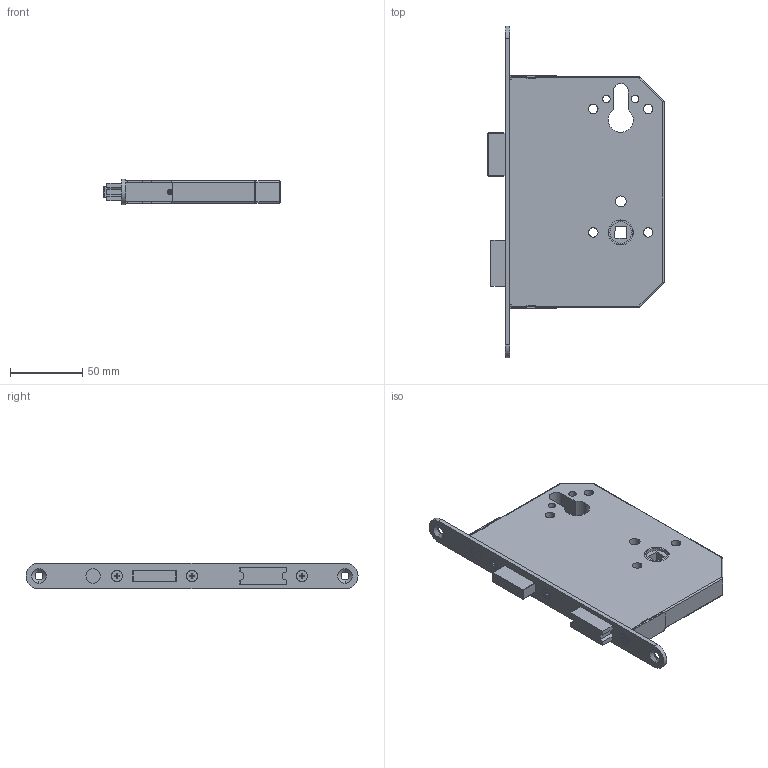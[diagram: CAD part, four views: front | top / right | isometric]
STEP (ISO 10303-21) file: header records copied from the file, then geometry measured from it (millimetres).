
FILE_DESCRIPTION (( 'STEP AP203' ), '1' );
FILE_NAME ('30900_DM80_PZ_18r.STEP', '2025-01-22T14:58:44', ( '' ), ( '' ), 'SwSTEP 2.0', 'SolidWorks 2023', '' );
FILE_SCHEMA (( 'CONFIG_CONTROL_DESIGN' ));
Length unit declared in the file: millimetre
Products named in the file (6): D001344641-000_D001344641-018; D001556306-000_D001556306-081; D001556262-000_D001556262-018_18; D001313547-000; D001127682-000_D001127682-001; 30900_DM80_PZ_18r
Assembly tree (8 placements, depth 2):
  30900_DM80_PZ_18r
    D001556306-000_D001556306-081
    D001127682-000_D001127682-001  x3
    D001313547-000  x2
    D001344641-000_D001344641-018
    D001556262-000_D001556262-018_18
Bounding box: 122 x 230 x 18 mm (x, y, z)
Volume: 277109.4 mm3; surface area: 69362.3 mm2
Topology: 16 solids, 16 shells, 533 faces, 1306 edges, 817 vertices
Faces by surface type: plane 271, cylinder 196, cone 34, torus 20, sphere 12
Entity records: 11733 total; most frequent: CARTESIAN_POINT 1995, DIRECTION 1975, ORIENTED_EDGE 1810, EDGE_CURVE 905, AXIS2_PLACEMENT_3D 713, VERTEX_POINT 573, VECTOR 549, LINE 549
